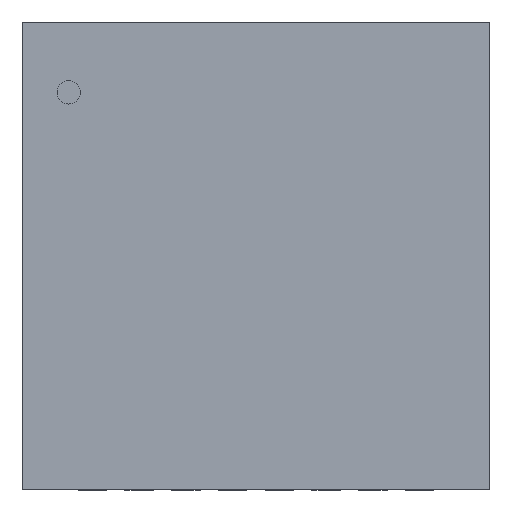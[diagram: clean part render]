
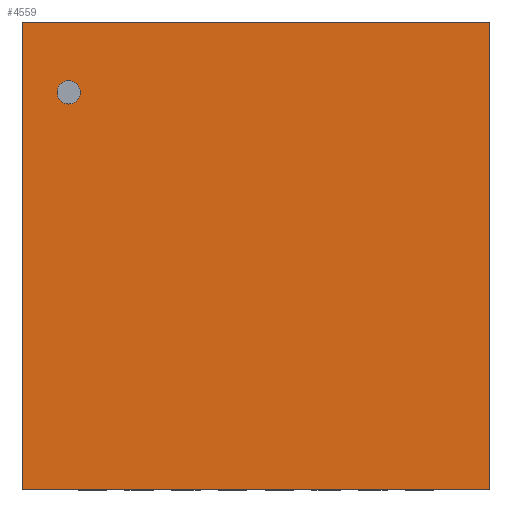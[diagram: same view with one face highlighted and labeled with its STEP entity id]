
A CAD part, top view. The second image highlights one B-rep face of the part: STEP entity #4559.
In plain terms, the highlighted planar face has unit normal (0, 0, 1).
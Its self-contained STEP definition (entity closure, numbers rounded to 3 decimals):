
#136 = DIRECTION ( 'NONE',  ( -1., 0., 0. ) ) ;
#266 = CARTESIAN_POINT ( 'NONE',  ( -2.502, -2.502, 0.813 ) ) ;
#386 = DIRECTION ( 'NONE',  ( 0., 0., 1. ) ) ;
#773 = VECTOR ( 'NONE', #136, 1000. ) ;
#795 = VERTEX_POINT ( 'NONE', #2579 ) ;
#841 = VECTOR ( 'NONE', #1063, 1000. ) ;
#1017 = ORIENTED_EDGE ( 'NONE', *, *, #5372, .F. ) ;
#1034 = CARTESIAN_POINT ( 'NONE',  ( 2.502, -2.502, 0.813 ) ) ;
#1063 = DIRECTION ( 'NONE',  ( 0., -1., 0. ) ) ;
#1262 = CARTESIAN_POINT ( 'NONE',  ( -2.502, -2.502, 0.813 ) ) ;
#1395 = EDGE_LOOP ( 'NONE', ( #1411, #5355, #1017, #5265 ) ) ;
#1411 = ORIENTED_EDGE ( 'NONE', *, *, #3249, .F. ) ;
#1781 = DIRECTION ( 'NONE',  ( 0., 1., 0. ) ) ;
#1840 = LINE ( 'NONE', #5294, #3753 ) ;
#1965 = LINE ( 'NONE', #4588, #773 ) ;
#2030 = LINE ( 'NONE', #3707, #841 ) ;
#2299 = DIRECTION ( 'NONE',  ( 1., 0., 0. ) ) ;
#2343 = EDGE_CURVE ( 'NONE', #3896, #795, #1840, .T. ) ;
#2553 = VERTEX_POINT ( 'NONE', #1034 ) ;
#2579 = CARTESIAN_POINT ( 'NONE',  ( -2.502, 2.502, 0.813 ) ) ;
#2814 = EDGE_CURVE ( 'NONE', #4048, #2553, #2030, .T. ) ;
#3249 = EDGE_CURVE ( 'NONE', #795, #4048, #3717, .T. ) ;
#3490 = DIRECTION ( 'NONE',  ( 1., 0., 0. ) ) ;
#3707 = CARTESIAN_POINT ( 'NONE',  ( 2.502, -2.502, 0.813 ) ) ;
#3717 = LINE ( 'NONE', #4964, #4886 ) ;
#3753 = VECTOR ( 'NONE', #1781, 1000. ) ;
#3893 = CARTESIAN_POINT ( 'NONE',  ( 2.502, 2.502, 0.813 ) ) ;
#3896 = VERTEX_POINT ( 'NONE', #266 ) ;
#4048 = VERTEX_POINT ( 'NONE', #3893 ) ;
#4066 = FACE_OUTER_BOUND ( 'NONE', #1395, .T. ) ;
#4172 = AXIS2_PLACEMENT_3D ( 'NONE', #1262, #386, #3490 ) ;
#4559 = ADVANCED_FACE ( 'NONE', ( #4066 ), #5248, .T. ) ;
#4588 = CARTESIAN_POINT ( 'NONE',  ( -2.502, -2.502, 0.813 ) ) ;
#4886 = VECTOR ( 'NONE', #2299, 1000. ) ;
#4964 = CARTESIAN_POINT ( 'NONE',  ( 2.502, 2.502, 0.813 ) ) ;
#5248 = PLANE ( 'NONE',  #4172 ) ;
#5265 = ORIENTED_EDGE ( 'NONE', *, *, #2814, .F. ) ;
#5294 = CARTESIAN_POINT ( 'NONE',  ( -2.502, 2.502, 0.813 ) ) ;
#5355 = ORIENTED_EDGE ( 'NONE', *, *, #2343, .F. ) ;
#5372 = EDGE_CURVE ( 'NONE', #2553, #3896, #1965, .T. ) ;
